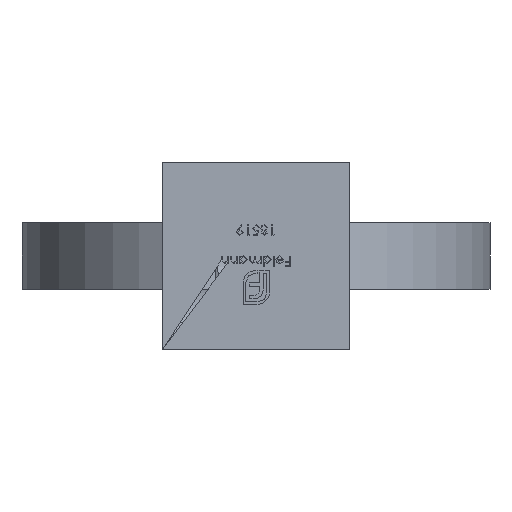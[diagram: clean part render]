
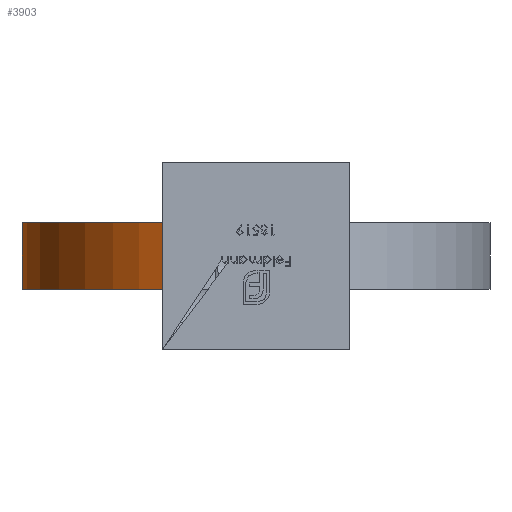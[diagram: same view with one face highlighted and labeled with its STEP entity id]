
A CAD part, front view. The second image highlights one B-rep face of the part: STEP entity #3903.
In plain terms, the highlighted free-form (B-spline) face has degree [3, 1] with [4, 2] control points.
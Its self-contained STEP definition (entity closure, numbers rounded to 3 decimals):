
#165 = CARTESIAN_POINT ( 'NONE',  ( -14.272, 32.565, 2.5 ) ) ;
#304 = CARTESIAN_POINT ( 'NONE',  ( -14.272, 32.565, -2.5 ) ) ;
#439 = CARTESIAN_POINT ( 'NONE',  ( -22.557, 18.729, -2.5 ) ) ;
#625 =( BOUNDED_CURVE ( )  B_SPLINE_CURVE ( 3, ( #6622, #9533, #10583, #5465 ),
 .UNSPECIFIED., .F., .T. ) 
 B_SPLINE_CURVE_WITH_KNOTS ( ( 4, 4 ),
 ( 0.954, 2.969 ),
 .UNSPECIFIED. ) 
 CURVE ( )  GEOMETRIC_REPRESENTATION_ITEM ( )  RATIONAL_B_SPLINE_CURVE ( ( 1., 0.689, 0.689, 1. ) ) 
 REPRESENTATION_ITEM ( '' )  );
#637 = EDGE_CURVE ( 'NONE', #11917, #5574, #9359, .T. ) ;
#717 = ORIENTED_EDGE ( 'NONE', *, *, #11419, .T. ) ;
#785 =( BOUNDED_SURFACE ( )  B_SPLINE_SURFACE ( 3, 1, ( 
 ( #165, #304 ),
 ( #5309, #439 ),
 ( #5491, #1320 ),
 ( #9517, #11535 ) ),
 .UNSPECIFIED., .F., .F., .T. ) 
 B_SPLINE_SURFACE_WITH_KNOTS ( ( 4, 4 ),
 ( 2, 2 ),
 ( 0., 1. ),
 ( 0., 1. ),
 .UNSPECIFIED. ) 
 GEOMETRIC_REPRESENTATION_ITEM ( )  RATIONAL_B_SPLINE_SURFACE ( (
 ( 1., 1.),
 ( 0.689, 0.689),
 ( 0.689, 0.689),
 ( 1., 1.) ) ) 
 REPRESENTATION_ITEM ( '' )  SURFACE ( )  );
#1085 = VERTEX_POINT ( 'NONE', #10337 ) ;
#1320 = CARTESIAN_POINT ( 'NONE',  ( -17.104, 3.043, -2.5 ) ) ;
#1644 = CARTESIAN_POINT ( 'NONE',  ( -3., 0.135, -2.5 ) ) ;
#2300 = EDGE_LOOP ( 'NONE', ( #717, #11632, #3271, #3786 ) ) ;
#3271 = ORIENTED_EDGE ( 'NONE', *, *, #10058, .T. ) ;
#3517 = FACE_OUTER_BOUND ( 'NONE', #2300, .T. ) ;
#3786 = ORIENTED_EDGE ( 'NONE', *, *, #5509, .T. ) ;
#3903 = ADVANCED_FACE ( 'NONE', ( #3517 ), #785, .F. ) ;
#5309 = CARTESIAN_POINT ( 'NONE',  ( -22.557, 18.729, 2.5 ) ) ;
#5465 = CARTESIAN_POINT ( 'NONE',  ( -3., 0.135, -2.5 ) ) ;
#5491 = CARTESIAN_POINT ( 'NONE',  ( -17.104, 3.043, 2.5 ) ) ;
#5509 = EDGE_CURVE ( 'NONE', #1085, #12562, #625, .T. ) ;
#5512 = CARTESIAN_POINT ( 'NONE',  ( -3., 0.135, 2.5 ) ) ;
#5574 = VERTEX_POINT ( 'NONE', #7525 ) ;
#6622 = CARTESIAN_POINT ( 'NONE',  ( -14.272, 32.565, -2.5 ) ) ;
#6671 = CARTESIAN_POINT ( 'NONE',  ( -14.272, 32.565, 2.5 ) ) ;
#7525 = CARTESIAN_POINT ( 'NONE',  ( -3., 0.135, 2.5 ) ) ;
#8036 = CARTESIAN_POINT ( 'NONE',  ( -14.272, 32.565, 2.5 ) ) ;
#8157 = VECTOR ( 'NONE', #12816, 1000. ) ;
#8536 = CARTESIAN_POINT ( 'NONE',  ( -22.557, 18.729, 2.5 ) ) ;
#8715 = DIRECTION ( 'NONE',  ( 0., 0., -1. ) ) ;
#9359 =( BOUNDED_CURVE ( )  B_SPLINE_CURVE ( 3, ( #10409, #8536, #11470, #5512 ),
 .UNSPECIFIED., .F., .T. ) 
 B_SPLINE_CURVE_WITH_KNOTS ( ( 4, 4 ),
 ( 0.954, 2.969 ),
 .UNSPECIFIED. ) 
 CURVE ( )  GEOMETRIC_REPRESENTATION_ITEM ( )  RATIONAL_B_SPLINE_CURVE ( ( 1., 0.689, 0.689, 1. ) ) 
 REPRESENTATION_ITEM ( '' )  );
#9517 = CARTESIAN_POINT ( 'NONE',  ( -3., 0.135, 2.5 ) ) ;
#9533 = CARTESIAN_POINT ( 'NONE',  ( -22.557, 18.729, -2.5 ) ) ;
#9562 = LINE ( 'NONE', #12904, #8157 ) ;
#10058 = EDGE_CURVE ( 'NONE', #11917, #1085, #11243, .T. ) ;
#10291 = VECTOR ( 'NONE', #8715, 1000. ) ;
#10337 = CARTESIAN_POINT ( 'NONE',  ( -14.272, 32.565, -2.5 ) ) ;
#10409 = CARTESIAN_POINT ( 'NONE',  ( -14.272, 32.565, 2.5 ) ) ;
#10583 = CARTESIAN_POINT ( 'NONE',  ( -17.104, 3.043, -2.5 ) ) ;
#11243 = LINE ( 'NONE', #6671, #10291 ) ;
#11419 = EDGE_CURVE ( 'NONE', #12562, #5574, #9562, .T. ) ;
#11470 = CARTESIAN_POINT ( 'NONE',  ( -17.104, 3.043, 2.5 ) ) ;
#11535 = CARTESIAN_POINT ( 'NONE',  ( -3., 0.135, -2.5 ) ) ;
#11632 = ORIENTED_EDGE ( 'NONE', *, *, #637, .F. ) ;
#11917 = VERTEX_POINT ( 'NONE', #8036 ) ;
#12562 = VERTEX_POINT ( 'NONE', #1644 ) ;
#12816 = DIRECTION ( 'NONE',  ( 0., 0., 1. ) ) ;
#12904 = CARTESIAN_POINT ( 'NONE',  ( -3., 0.135, 2.5 ) ) ;
